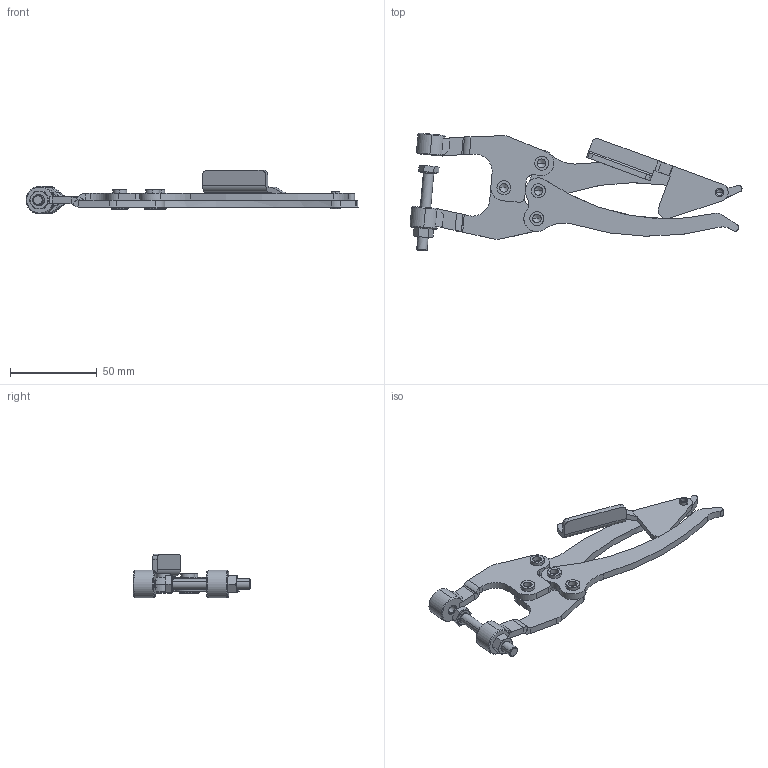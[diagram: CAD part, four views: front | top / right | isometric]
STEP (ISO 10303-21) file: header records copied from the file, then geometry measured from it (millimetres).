
FILE_DESCRIPTION((''),'2;1');
FILE_NAME('521.stp','2005-09-01T11:59:46',('CAD'),(''),'Autodesk Inventor 8','Autodesk Inventor 8','');
FILE_SCHEMA(('AUTOMOTIVE_DESIGN { 1 0 10303 214 1 1 1 1 }'));
Length unit declared in the file: millimetre
Products named in the file (1): Part60
Bounding box: 191.55 x 68 x 25.36 mm (x, y, z)
Volume: 34758.3 mm3; surface area: 20677.8 mm2
Topology: 1 solids, 2 shells, 295 faces, 754 edges, 467 vertices
Faces by surface type: plane 113, cylinder 90, cone 46, bspline 36, torus 10
Entity records: 10096 total; most frequent: CARTESIAN_POINT 3044, DIRECTION 1501, ORIENTED_EDGE 1490, EDGE_CURVE 745, AXIS2_PLACEMENT_3D 568, VERTEX_POINT 467, VECTOR 365, LINE 365
